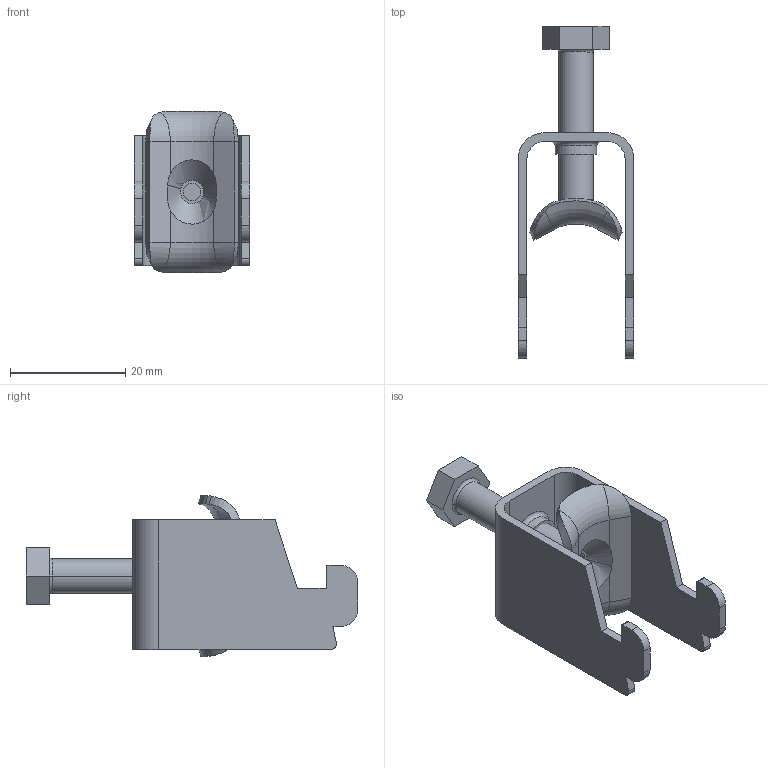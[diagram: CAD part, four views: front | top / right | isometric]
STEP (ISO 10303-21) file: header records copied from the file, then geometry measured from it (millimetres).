
FILE_DESCRIPTION (( 'STEP AP214' ), '1' );
FILE_NAME ('1187008.STEP', '2025-02-10T08:46:35', ( '' ), ( '' ), 'SwSTEP 2.0', 'SolidWorks 2024', '' );
FILE_SCHEMA (( 'AUTOMOTIVE_DESIGN' ));
Length unit declared in the file: millimetre
Products named in the file (4): 142951_M6 x 26; 203351_Standard; 157122_1Fach; 1187008
Assembly tree (3 placements, depth 2):
  1187008
    157122_1Fach
    142951_M6 x 26
    203351_Standard
Bounding box: 20 x 57.5 x 28 mm (x, y, z)
Volume: 4446.8 mm3; surface area: 5983.6 mm2
Topology: 3 solids, 3 shells, 116 faces, 288 edges, 182 vertices
Faces by surface type: plane 54, cylinder 34, bspline 16, torus 10, cone 2
Entity records: 7675 total; most frequent: CARTESIAN_POINT 4902, ORIENTED_EDGE 576, DIRECTION 512, EDGE_CURVE 288, VERTEX_POINT 182, AXIS2_PLACEMENT_3D 178, VECTOR 156, LINE 156
